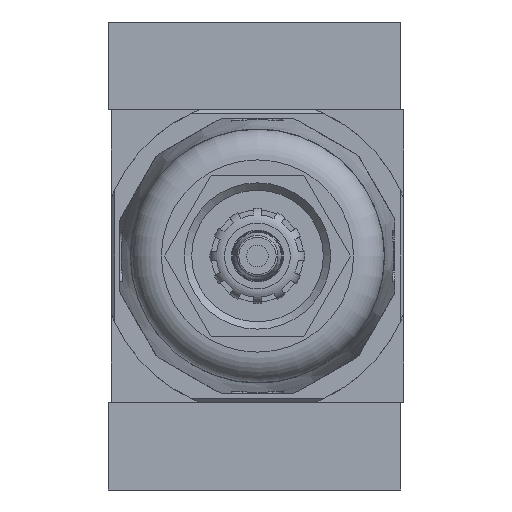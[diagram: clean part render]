
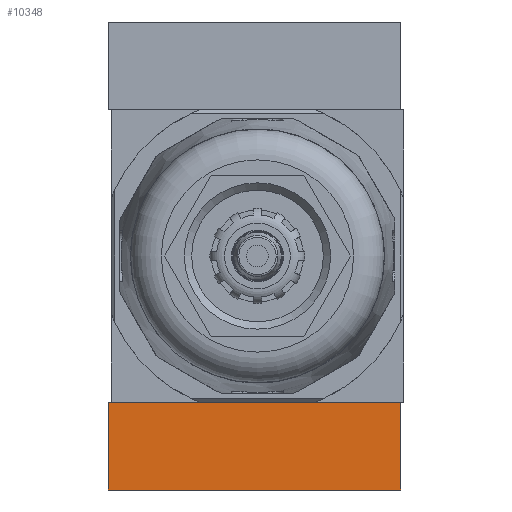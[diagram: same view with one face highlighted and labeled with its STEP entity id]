
A CAD part, front view. The second image highlights one B-rep face of the part: STEP entity #10348.
In plain terms, the highlighted face is planar.
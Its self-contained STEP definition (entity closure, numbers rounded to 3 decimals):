
#587=LINE('',#16161,#1139);
#592=LINE('',#16175,#1144);
#594=LINE('',#16179,#1146);
#595=LINE('',#16180,#1147);
#1139=VECTOR('',#13021,1000.);
#1144=VECTOR('',#13034,1000.);
#1146=VECTOR('',#13038,1000.);
#1147=VECTOR('',#13039,1000.);
#1533=PLANE('',#11160);
#3266=ORIENTED_EDGE('',*,*,#4899,.T.);
#3267=ORIENTED_EDGE('',*,*,#4890,.F.);
#3268=ORIENTED_EDGE('',*,*,#4900,.F.);
#3269=ORIENTED_EDGE('',*,*,#4897,.T.);
#4890=EDGE_CURVE('',#5848,#5845,#587,.T.);
#4897=EDGE_CURVE('',#5854,#5853,#592,.T.);
#4899=EDGE_CURVE('',#5853,#5845,#594,.T.);
#4900=EDGE_CURVE('',#5854,#5848,#595,.T.);
#5845=VERTEX_POINT('',#16155);
#5848=VERTEX_POINT('',#16160);
#5853=VERTEX_POINT('',#16174);
#5854=VERTEX_POINT('',#16176);
#6978=EDGE_LOOP('',(#3266,#3267,#3268,#3269));
#7650=FACE_BOUND('',#6978,.T.);
#10348=ADVANCED_FACE('',(#7650),#1533,.F.);
#11160=AXIS2_PLACEMENT_3D('',#16178,#13036,#13037);
#13021=DIRECTION('',(0.,0.,-1.));
#13034=DIRECTION('',(0.,0.,-1.));
#13036=DIRECTION('',(0.,-1.,0.));
#13037=DIRECTION('',(0.,0.,-1.));
#13038=DIRECTION('',(-1.,0.,0.));
#13039=DIRECTION('',(-1.,0.,0.));
#16155=CARTESIAN_POINT('',(-20.,10.,-6.));
#16160=CARTESIAN_POINT('',(-20.,10.,6.));
#16161=CARTESIAN_POINT('',(-20.,10.,6.));
#16174=CARTESIAN_POINT('',(20.,10.,-6.));
#16175=CARTESIAN_POINT('',(20.,10.,6.));
#16176=CARTESIAN_POINT('',(20.,10.,6.));
#16178=CARTESIAN_POINT('',(20.,10.,6.));
#16179=CARTESIAN_POINT('',(20.,10.,-6.));
#16180=CARTESIAN_POINT('',(20.,10.,6.));
